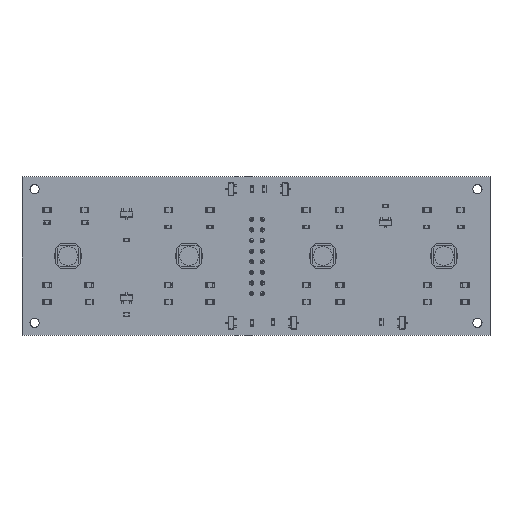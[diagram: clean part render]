
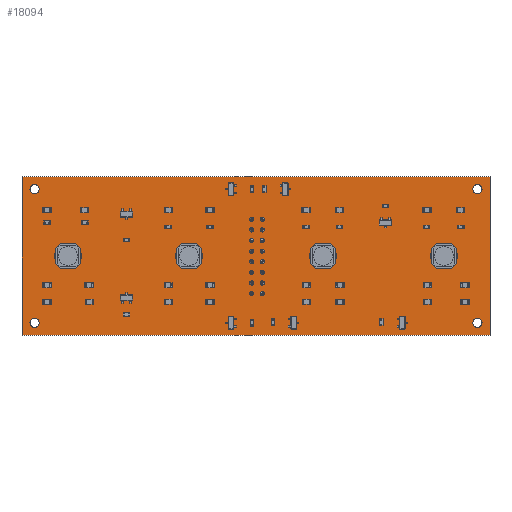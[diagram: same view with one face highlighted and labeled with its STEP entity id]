
A CAD part, top view. The second image highlights one B-rep face of the part: STEP entity #18094.
In plain terms, the highlighted planar face has unit normal (0, 0, 1).
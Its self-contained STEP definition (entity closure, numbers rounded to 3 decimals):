
#17762 = VERTEX_POINT('',#17763);
#17763 = CARTESIAN_POINT('',(186.,-104.,1.6));
#17769 = EDGE_CURVE('',#17762,#17770,#17772,.T.);
#17770 = VERTEX_POINT('',#17771);
#17771 = CARTESIAN_POINT('',(74.,-104.,1.6));
#17772 = LINE('',#17773,#17774);
#17773 = CARTESIAN_POINT('',(186.,-104.,1.6));
#17774 = VECTOR('',#17775,1.);
#17775 = DIRECTION('',(-1.,0.,0.));
#17802 = VERTEX_POINT('',#17803);
#17803 = CARTESIAN_POINT('',(186.,-66.,1.6));
#17809 = EDGE_CURVE('',#17802,#17762,#17810,.T.);
#17810 = LINE('',#17811,#17812);
#17811 = CARTESIAN_POINT('',(186.,-66.,1.6));
#17812 = VECTOR('',#17813,1.);
#17813 = DIRECTION('',(0.,-1.,0.));
#17831 = EDGE_CURVE('',#17770,#17832,#17834,.T.);
#17832 = VERTEX_POINT('',#17833);
#17833 = CARTESIAN_POINT('',(74.,-66.,1.6));
#17834 = LINE('',#17835,#17836);
#17835 = CARTESIAN_POINT('',(74.,-104.,1.6));
#17836 = VECTOR('',#17837,1.);
#17837 = DIRECTION('',(0.,1.,0.));
#18094 = ADVANCED_FACE('',(#18095,#18106,#18117,#18128,#18139,#18150,
    #18161,#18172,#18183,#18194,#18205,#18216,#18227,#18238,#18249,
    #18260,#18271,#18282,#18293,#18304,#18315),#18326,.F.);
#18095 = FACE_BOUND('',#18096,.F.);
#18096 = EDGE_LOOP('',(#18097,#18098,#18099,#18105));
#18097 = ORIENTED_EDGE('',*,*,#17769,.T.);
#18098 = ORIENTED_EDGE('',*,*,#17831,.T.);
#18099 = ORIENTED_EDGE('',*,*,#18100,.T.);
#18100 = EDGE_CURVE('',#17832,#17802,#18101,.T.);
#18101 = LINE('',#18102,#18103);
#18102 = CARTESIAN_POINT('',(74.,-66.,1.6));
#18103 = VECTOR('',#18104,1.);
#18104 = DIRECTION('',(1.,0.,0.));
#18105 = ORIENTED_EDGE('',*,*,#17809,.T.);
#18106 = FACE_BOUND('',#18107,.F.);
#18107 = EDGE_LOOP('',(#18108));
#18108 = ORIENTED_EDGE('',*,*,#18109,.F.);
#18109 = EDGE_CURVE('',#18110,#18110,#18112,.T.);
#18110 = VERTEX_POINT('',#18111);
#18111 = CARTESIAN_POINT('',(183.,-102.1,1.6));
#18112 = CIRCLE('',#18113,1.1);
#18113 = AXIS2_PLACEMENT_3D('',#18114,#18115,#18116);
#18114 = CARTESIAN_POINT('',(183.,-101.,1.6));
#18115 = DIRECTION('',(-0.,0.,-1.));
#18116 = DIRECTION('',(-0.,-1.,0.));
#18117 = FACE_BOUND('',#18118,.F.);
#18118 = EDGE_LOOP('',(#18119));
#18119 = ORIENTED_EDGE('',*,*,#18120,.F.);
#18120 = EDGE_CURVE('',#18121,#18121,#18123,.T.);
#18121 = VERTEX_POINT('',#18122);
#18122 = CARTESIAN_POINT('',(131.5,-94.5,1.6));
#18123 = CIRCLE('',#18124,0.5);
#18124 = AXIS2_PLACEMENT_3D('',#18125,#18126,#18127);
#18125 = CARTESIAN_POINT('',(131.5,-94.,1.6));
#18126 = DIRECTION('',(-0.,0.,-1.));
#18127 = DIRECTION('',(-0.,-1.,0.));
#18128 = FACE_BOUND('',#18129,.F.);
#18129 = EDGE_LOOP('',(#18130));
#18130 = ORIENTED_EDGE('',*,*,#18131,.F.);
#18131 = EDGE_CURVE('',#18132,#18132,#18134,.T.);
#18132 = VERTEX_POINT('',#18133);
#18133 = CARTESIAN_POINT('',(131.5,-91.96,1.6));
#18134 = CIRCLE('',#18135,0.5);
#18135 = AXIS2_PLACEMENT_3D('',#18136,#18137,#18138);
#18136 = CARTESIAN_POINT('',(131.5,-91.46,1.6));
#18137 = DIRECTION('',(-0.,0.,-1.));
#18138 = DIRECTION('',(-0.,-1.,0.));
#18139 = FACE_BOUND('',#18140,.F.);
#18140 = EDGE_LOOP('',(#18141));
#18141 = ORIENTED_EDGE('',*,*,#18142,.F.);
#18142 = EDGE_CURVE('',#18143,#18143,#18145,.T.);
#18143 = VERTEX_POINT('',#18144);
#18144 = CARTESIAN_POINT('',(131.5,-89.42,1.6));
#18145 = CIRCLE('',#18146,0.5);
#18146 = AXIS2_PLACEMENT_3D('',#18147,#18148,#18149);
#18147 = CARTESIAN_POINT('',(131.5,-88.92,1.6));
#18148 = DIRECTION('',(-0.,0.,-1.));
#18149 = DIRECTION('',(-0.,-1.,0.));
#18150 = FACE_BOUND('',#18151,.F.);
#18151 = EDGE_LOOP('',(#18152));
#18152 = ORIENTED_EDGE('',*,*,#18153,.F.);
#18153 = EDGE_CURVE('',#18154,#18154,#18156,.T.);
#18154 = VERTEX_POINT('',#18155);
#18155 = CARTESIAN_POINT('',(131.5,-86.88,1.6));
#18156 = CIRCLE('',#18157,0.5);
#18157 = AXIS2_PLACEMENT_3D('',#18158,#18159,#18160);
#18158 = CARTESIAN_POINT('',(131.5,-86.38,1.6));
#18159 = DIRECTION('',(-0.,0.,-1.));
#18160 = DIRECTION('',(-0.,-1.,0.));
#18161 = FACE_BOUND('',#18162,.F.);
#18162 = EDGE_LOOP('',(#18163));
#18163 = ORIENTED_EDGE('',*,*,#18164,.F.);
#18164 = EDGE_CURVE('',#18165,#18165,#18167,.T.);
#18165 = VERTEX_POINT('',#18166);
#18166 = CARTESIAN_POINT('',(128.96,-94.5,1.6));
#18167 = CIRCLE('',#18168,0.5);
#18168 = AXIS2_PLACEMENT_3D('',#18169,#18170,#18171);
#18169 = CARTESIAN_POINT('',(128.96,-94.,1.6));
#18170 = DIRECTION('',(-0.,0.,-1.));
#18171 = DIRECTION('',(-0.,-1.,0.));
#18172 = FACE_BOUND('',#18173,.F.);
#18173 = EDGE_LOOP('',(#18174));
#18174 = ORIENTED_EDGE('',*,*,#18175,.F.);
#18175 = EDGE_CURVE('',#18176,#18176,#18178,.T.);
#18176 = VERTEX_POINT('',#18177);
#18177 = CARTESIAN_POINT('',(77.,-102.1,1.6));
#18178 = CIRCLE('',#18179,1.1);
#18179 = AXIS2_PLACEMENT_3D('',#18180,#18181,#18182);
#18180 = CARTESIAN_POINT('',(77.,-101.,1.6));
#18181 = DIRECTION('',(-0.,0.,-1.));
#18182 = DIRECTION('',(-0.,-1.,0.));
#18183 = FACE_BOUND('',#18184,.F.);
#18184 = EDGE_LOOP('',(#18185));
#18185 = ORIENTED_EDGE('',*,*,#18186,.F.);
#18186 = EDGE_CURVE('',#18187,#18187,#18189,.T.);
#18187 = VERTEX_POINT('',#18188);
#18188 = CARTESIAN_POINT('',(128.96,-91.96,1.6));
#18189 = CIRCLE('',#18190,0.5);
#18190 = AXIS2_PLACEMENT_3D('',#18191,#18192,#18193);
#18191 = CARTESIAN_POINT('',(128.96,-91.46,1.6));
#18192 = DIRECTION('',(-0.,0.,-1.));
#18193 = DIRECTION('',(-0.,-1.,0.));
#18194 = FACE_BOUND('',#18195,.F.);
#18195 = EDGE_LOOP('',(#18196));
#18196 = ORIENTED_EDGE('',*,*,#18197,.F.);
#18197 = EDGE_CURVE('',#18198,#18198,#18200,.T.);
#18198 = VERTEX_POINT('',#18199);
#18199 = CARTESIAN_POINT('',(128.96,-89.42,1.6));
#18200 = CIRCLE('',#18201,0.5);
#18201 = AXIS2_PLACEMENT_3D('',#18202,#18203,#18204);
#18202 = CARTESIAN_POINT('',(128.96,-88.92,1.6));
#18203 = DIRECTION('',(-0.,0.,-1.));
#18204 = DIRECTION('',(-0.,-1.,0.));
#18205 = FACE_BOUND('',#18206,.F.);
#18206 = EDGE_LOOP('',(#18207));
#18207 = ORIENTED_EDGE('',*,*,#18208,.F.);
#18208 = EDGE_CURVE('',#18209,#18209,#18211,.T.);
#18209 = VERTEX_POINT('',#18210);
#18210 = CARTESIAN_POINT('',(128.96,-86.88,1.6));
#18211 = CIRCLE('',#18212,0.5);
#18212 = AXIS2_PLACEMENT_3D('',#18213,#18214,#18215);
#18213 = CARTESIAN_POINT('',(128.96,-86.38,1.6));
#18214 = DIRECTION('',(-0.,0.,-1.));
#18215 = DIRECTION('',(-0.,-1.,0.));
#18216 = FACE_BOUND('',#18217,.F.);
#18217 = EDGE_LOOP('',(#18218));
#18218 = ORIENTED_EDGE('',*,*,#18219,.F.);
#18219 = EDGE_CURVE('',#18220,#18220,#18222,.T.);
#18220 = VERTEX_POINT('',#18221);
#18221 = CARTESIAN_POINT('',(131.5,-84.34,1.6));
#18222 = CIRCLE('',#18223,0.5);
#18223 = AXIS2_PLACEMENT_3D('',#18224,#18225,#18226);
#18224 = CARTESIAN_POINT('',(131.5,-83.84,1.6));
#18225 = DIRECTION('',(-0.,0.,-1.));
#18226 = DIRECTION('',(-0.,-1.,0.));
#18227 = FACE_BOUND('',#18228,.F.);
#18228 = EDGE_LOOP('',(#18229));
#18229 = ORIENTED_EDGE('',*,*,#18230,.F.);
#18230 = EDGE_CURVE('',#18231,#18231,#18233,.T.);
#18231 = VERTEX_POINT('',#18232);
#18232 = CARTESIAN_POINT('',(131.5,-81.8,1.6));
#18233 = CIRCLE('',#18234,0.5);
#18234 = AXIS2_PLACEMENT_3D('',#18235,#18236,#18237);
#18235 = CARTESIAN_POINT('',(131.5,-81.3,1.6));
#18236 = DIRECTION('',(-0.,0.,-1.));
#18237 = DIRECTION('',(-0.,-1.,0.));
#18238 = FACE_BOUND('',#18239,.F.);
#18239 = EDGE_LOOP('',(#18240));
#18240 = ORIENTED_EDGE('',*,*,#18241,.F.);
#18241 = EDGE_CURVE('',#18242,#18242,#18244,.T.);
#18242 = VERTEX_POINT('',#18243);
#18243 = CARTESIAN_POINT('',(131.5,-79.26,1.6));
#18244 = CIRCLE('',#18245,0.5);
#18245 = AXIS2_PLACEMENT_3D('',#18246,#18247,#18248);
#18246 = CARTESIAN_POINT('',(131.5,-78.76,1.6));
#18247 = DIRECTION('',(-0.,0.,-1.));
#18248 = DIRECTION('',(-0.,-1.,0.));
#18249 = FACE_BOUND('',#18250,.F.);
#18250 = EDGE_LOOP('',(#18251));
#18251 = ORIENTED_EDGE('',*,*,#18252,.F.);
#18252 = EDGE_CURVE('',#18253,#18253,#18255,.T.);
#18253 = VERTEX_POINT('',#18254);
#18254 = CARTESIAN_POINT('',(183.,-70.1,1.6));
#18255 = CIRCLE('',#18256,1.1);
#18256 = AXIS2_PLACEMENT_3D('',#18257,#18258,#18259);
#18257 = CARTESIAN_POINT('',(183.,-69.,1.6));
#18258 = DIRECTION('',(-0.,0.,-1.));
#18259 = DIRECTION('',(-0.,-1.,0.));
#18260 = FACE_BOUND('',#18261,.F.);
#18261 = EDGE_LOOP('',(#18262));
#18262 = ORIENTED_EDGE('',*,*,#18263,.F.);
#18263 = EDGE_CURVE('',#18264,#18264,#18266,.T.);
#18264 = VERTEX_POINT('',#18265);
#18265 = CARTESIAN_POINT('',(131.5,-76.72,1.6));
#18266 = CIRCLE('',#18267,0.5);
#18267 = AXIS2_PLACEMENT_3D('',#18268,#18269,#18270);
#18268 = CARTESIAN_POINT('',(131.5,-76.22,1.6));
#18269 = DIRECTION('',(-0.,0.,-1.));
#18270 = DIRECTION('',(-0.,-1.,0.));
#18271 = FACE_BOUND('',#18272,.F.);
#18272 = EDGE_LOOP('',(#18273));
#18273 = ORIENTED_EDGE('',*,*,#18274,.F.);
#18274 = EDGE_CURVE('',#18275,#18275,#18277,.T.);
#18275 = VERTEX_POINT('',#18276);
#18276 = CARTESIAN_POINT('',(128.96,-84.34,1.6));
#18277 = CIRCLE('',#18278,0.5);
#18278 = AXIS2_PLACEMENT_3D('',#18279,#18280,#18281);
#18279 = CARTESIAN_POINT('',(128.96,-83.84,1.6));
#18280 = DIRECTION('',(-0.,0.,-1.));
#18281 = DIRECTION('',(-0.,-1.,0.));
#18282 = FACE_BOUND('',#18283,.F.);
#18283 = EDGE_LOOP('',(#18284));
#18284 = ORIENTED_EDGE('',*,*,#18285,.F.);
#18285 = EDGE_CURVE('',#18286,#18286,#18288,.T.);
#18286 = VERTEX_POINT('',#18287);
#18287 = CARTESIAN_POINT('',(128.96,-81.8,1.6));
#18288 = CIRCLE('',#18289,0.5);
#18289 = AXIS2_PLACEMENT_3D('',#18290,#18291,#18292);
#18290 = CARTESIAN_POINT('',(128.96,-81.3,1.6));
#18291 = DIRECTION('',(-0.,0.,-1.));
#18292 = DIRECTION('',(-0.,-1.,0.));
#18293 = FACE_BOUND('',#18294,.F.);
#18294 = EDGE_LOOP('',(#18295));
#18295 = ORIENTED_EDGE('',*,*,#18296,.F.);
#18296 = EDGE_CURVE('',#18297,#18297,#18299,.T.);
#18297 = VERTEX_POINT('',#18298);
#18298 = CARTESIAN_POINT('',(128.96,-79.26,1.6));
#18299 = CIRCLE('',#18300,0.5);
#18300 = AXIS2_PLACEMENT_3D('',#18301,#18302,#18303);
#18301 = CARTESIAN_POINT('',(128.96,-78.76,1.6));
#18302 = DIRECTION('',(-0.,0.,-1.));
#18303 = DIRECTION('',(-0.,-1.,0.));
#18304 = FACE_BOUND('',#18305,.F.);
#18305 = EDGE_LOOP('',(#18306));
#18306 = ORIENTED_EDGE('',*,*,#18307,.F.);
#18307 = EDGE_CURVE('',#18308,#18308,#18310,.T.);
#18308 = VERTEX_POINT('',#18309);
#18309 = CARTESIAN_POINT('',(128.96,-76.72,1.6));
#18310 = CIRCLE('',#18311,0.5);
#18311 = AXIS2_PLACEMENT_3D('',#18312,#18313,#18314);
#18312 = CARTESIAN_POINT('',(128.96,-76.22,1.6));
#18313 = DIRECTION('',(-0.,0.,-1.));
#18314 = DIRECTION('',(-0.,-1.,0.));
#18315 = FACE_BOUND('',#18316,.F.);
#18316 = EDGE_LOOP('',(#18317));
#18317 = ORIENTED_EDGE('',*,*,#18318,.F.);
#18318 = EDGE_CURVE('',#18319,#18319,#18321,.T.);
#18319 = VERTEX_POINT('',#18320);
#18320 = CARTESIAN_POINT('',(77.,-70.1,1.6));
#18321 = CIRCLE('',#18322,1.1);
#18322 = AXIS2_PLACEMENT_3D('',#18323,#18324,#18325);
#18323 = CARTESIAN_POINT('',(77.,-69.,1.6));
#18324 = DIRECTION('',(-0.,0.,-1.));
#18325 = DIRECTION('',(-0.,-1.,0.));
#18326 = PLANE('',#18327);
#18327 = AXIS2_PLACEMENT_3D('',#18328,#18329,#18330);
#18328 = CARTESIAN_POINT('',(130.,-85.,1.6));
#18329 = DIRECTION('',(-0.,-0.,-1.));
#18330 = DIRECTION('',(-1.,0.,0.));
